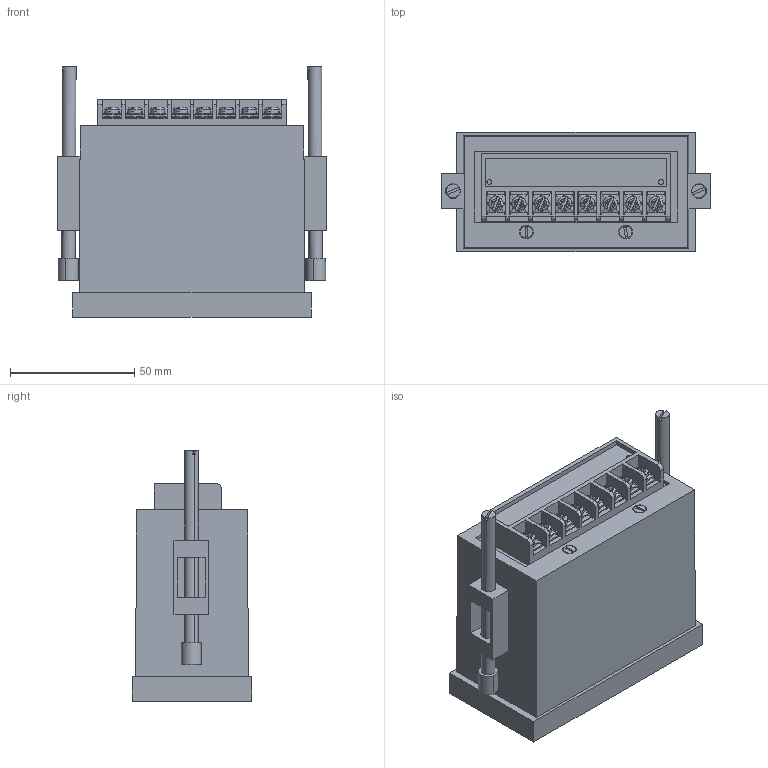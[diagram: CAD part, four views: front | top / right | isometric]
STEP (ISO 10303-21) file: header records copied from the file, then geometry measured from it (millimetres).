
FILE_DESCRIPTION (( 'STEP AP214' ), '1' );
FILE_NAME ('IC-165-05.STEP', '2022-01-17T14:35:19', ( '' ), ( '' ), 'SwSTEP 2.0', 'SolidWorks 2017', '' );
FILE_SCHEMA (( 'AUTOMOTIVE_DESIGN' ));
Length unit declared in the file: millimetre
Products named in the file (75): Screw-Countershank-Small; Washer; C-Type Terminal-Sheet metal; Screw-Countershank; Metal Plate MPL-065; Red Transparent Sheet RTS-96-01; Clamp-Plastic-2; C-Type Terminal Nut; Clamp-Metal-065; Screw; C Type Terminal TC-C; Back Plate BP-48-01.with C Type TerminalSLDASM; Case IC-165; BP-48-01; Clamp-Plastic-1; Front Plate FP-48-01; Screw+Washer; BrassInsert; Screw-smallest; IC-165-05; Clamp-065; Front Plate FP-48-01 with Acryalic Red
Assembly tree (35 placements, depth 5):
  Screw-Countershank-Small
  Washer
  Screw-Countershank
  Red Transparent Sheet RTS-96-01
  C-Type Terminal Nut
Bounding box: 108.39 x 48 x 100.83 mm (x, y, z)
Volume: 86208.3 mm3; surface area: 97699.9 mm2
Topology: 53 solids, 53 shells, 1646 faces, 4209 edges, 2648 vertices
Faces by surface type: plane 1017, cylinder 487, cone 62, bspline 32, torus 24, sphere 24
Entity records: 20793 total; most frequent: CARTESIAN_POINT 4052, ORIENTED_EDGE 3218, DIRECTION 3088, EDGE_CURVE 1609, VECTOR 1226, LINE 1226, VERTEX_POINT 1043, AXIS2_PLACEMENT_3D 931
